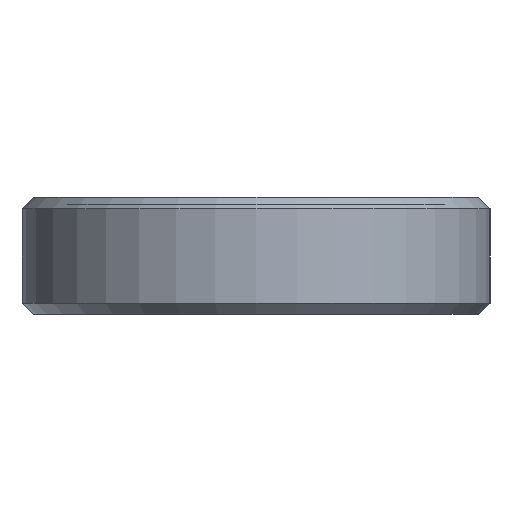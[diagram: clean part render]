
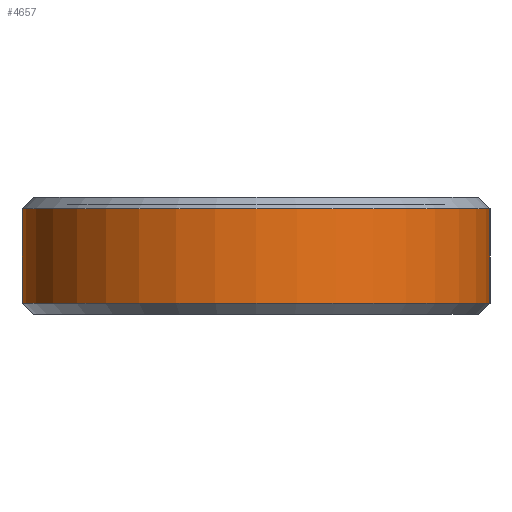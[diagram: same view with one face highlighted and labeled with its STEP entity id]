
A CAD part, left-side view. The second image highlights one B-rep face of the part: STEP entity #4657.
In plain terms, the highlighted cylindrical face has radius 6.25 mm (diameter 12.5 mm), a partial arc.
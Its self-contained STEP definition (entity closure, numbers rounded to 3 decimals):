
#45 = CONICAL_SURFACE('',#46,6.25,0.785);
#46 = AXIS2_PLACEMENT_3D('',#47,#48,#49);
#47 = CARTESIAN_POINT('',(0.,0.,0.3));
#48 = DIRECTION('',(0.,0.,1.));
#49 = DIRECTION('',(0.,1.,0.));
#1694 = VERTEX_POINT('',#1695);
#1695 = CARTESIAN_POINT('',(0.,6.25,0.3));
#1718 = VERTEX_POINT('',#1719);
#1719 = CARTESIAN_POINT('',(0.,-6.25,0.3));
#1740 = EDGE_CURVE('',#1694,#1718,#1741,.T.);
#1741 = SURFACE_CURVE('',#1742,(#1747,#1754),.PCURVE_S1.);
#1742 = CIRCLE('',#1743,6.25);
#1743 = AXIS2_PLACEMENT_3D('',#1744,#1745,#1746);
#1744 = CARTESIAN_POINT('',(0.,0.,0.3));
#1745 = DIRECTION('',(0.,-0.,1.));
#1746 = DIRECTION('',(0.,1.,0.));
#1747 = PCURVE('',#45,#1748);
#1748 = DEFINITIONAL_REPRESENTATION('',(#1749),#1753);
#1749 = LINE('',#1750,#1751);
#1750 = CARTESIAN_POINT('',(0.,0.));
#1751 = VECTOR('',#1752,1.);
#1752 = DIRECTION('',(1.,0.));
#1753 = ( GEOMETRIC_REPRESENTATION_CONTEXT(2) 
PARAMETRIC_REPRESENTATION_CONTEXT() REPRESENTATION_CONTEXT('2D SPACE',''
  ) );
#1754 = PCURVE('',#1755,#1760);
#1755 = CYLINDRICAL_SURFACE('',#1756,6.25);
#1756 = AXIS2_PLACEMENT_3D('',#1757,#1758,#1759);
#1757 = CARTESIAN_POINT('',(0.,0.,0.));
#1758 = DIRECTION('',(-0.,-0.,-1.));
#1759 = DIRECTION('',(1.,0.,0.));
#1760 = DEFINITIONAL_REPRESENTATION('',(#1761),#1765);
#1761 = LINE('',#1762,#1763);
#1762 = CARTESIAN_POINT('',(-1.571,-0.3));
#1763 = VECTOR('',#1764,1.);
#1764 = DIRECTION('',(-1.,0.));
#1765 = ( GEOMETRIC_REPRESENTATION_CONTEXT(2) 
PARAMETRIC_REPRESENTATION_CONTEXT() REPRESENTATION_CONTEXT('2D SPACE',''
  ) );
#1809 = PLANE('',#1810);
#1810 = AXIS2_PLACEMENT_3D('',#1811,#1812,#1813);
#1811 = CARTESIAN_POINT('',(0.,6.25,0.));
#1812 = DIRECTION('',(0.,1.,0.));
#1813 = DIRECTION('',(1.,0.,0.));
#1863 = PLANE('',#1864);
#1864 = AXIS2_PLACEMENT_3D('',#1865,#1866,#1867);
#1865 = CARTESIAN_POINT('',(0.,-6.25,0.));
#1866 = DIRECTION('',(0.,1.,0.));
#1867 = DIRECTION('',(1.,0.,0.));
#4657 = ADVANCED_FACE('',(#4658),#1755,.T.);
#4658 = FACE_BOUND('',#4659,.F.);
#4659 = EDGE_LOOP('',(#4660,#4683,#4712,#4733));
#4660 = ORIENTED_EDGE('',*,*,#4661,.T.);
#4661 = EDGE_CURVE('',#1694,#4662,#4664,.T.);
#4662 = VERTEX_POINT('',#4663);
#4663 = CARTESIAN_POINT('',(0.,6.25,2.825));
#4664 = SURFACE_CURVE('',#4665,(#4669,#4676),.PCURVE_S1.);
#4665 = LINE('',#4666,#4667);
#4666 = CARTESIAN_POINT('',(0.,6.25,0.));
#4667 = VECTOR('',#4668,1.);
#4668 = DIRECTION('',(0.,0.,1.));
#4669 = PCURVE('',#1755,#4670);
#4670 = DEFINITIONAL_REPRESENTATION('',(#4671),#4675);
#4671 = LINE('',#4672,#4673);
#4672 = CARTESIAN_POINT('',(-1.571,0.));
#4673 = VECTOR('',#4674,1.);
#4674 = DIRECTION('',(-0.,-1.));
#4675 = ( GEOMETRIC_REPRESENTATION_CONTEXT(2) 
PARAMETRIC_REPRESENTATION_CONTEXT() REPRESENTATION_CONTEXT('2D SPACE',''
  ) );
#4676 = PCURVE('',#1809,#4677);
#4677 = DEFINITIONAL_REPRESENTATION('',(#4678),#4682);
#4678 = LINE('',#4679,#4680);
#4679 = CARTESIAN_POINT('',(0.,0.));
#4680 = VECTOR('',#4681,1.);
#4681 = DIRECTION('',(0.,-1.));
#4682 = ( GEOMETRIC_REPRESENTATION_CONTEXT(2) 
PARAMETRIC_REPRESENTATION_CONTEXT() REPRESENTATION_CONTEXT('2D SPACE',''
  ) );
#4683 = ORIENTED_EDGE('',*,*,#4684,.T.);
#4684 = EDGE_CURVE('',#4662,#4685,#4687,.T.);
#4685 = VERTEX_POINT('',#4686);
#4686 = CARTESIAN_POINT('',(0.,-6.25,2.825));
#4687 = SURFACE_CURVE('',#4688,(#4693,#4700),.PCURVE_S1.);
#4688 = CIRCLE('',#4689,6.25);
#4689 = AXIS2_PLACEMENT_3D('',#4690,#4691,#4692);
#4690 = CARTESIAN_POINT('',(0.,0.,2.825));
#4691 = DIRECTION('',(0.,-0.,1.));
#4692 = DIRECTION('',(0.,1.,0.));
#4693 = PCURVE('',#1755,#4694);
#4694 = DEFINITIONAL_REPRESENTATION('',(#4695),#4699);
#4695 = LINE('',#4696,#4697);
#4696 = CARTESIAN_POINT('',(-1.571,-2.825));
#4697 = VECTOR('',#4698,1.);
#4698 = DIRECTION('',(-1.,0.));
#4699 = ( GEOMETRIC_REPRESENTATION_CONTEXT(2) 
PARAMETRIC_REPRESENTATION_CONTEXT() REPRESENTATION_CONTEXT('2D SPACE',''
  ) );
#4700 = PCURVE('',#4701,#4706);
#4701 = CONICAL_SURFACE('',#4702,6.25,0.785);
#4702 = AXIS2_PLACEMENT_3D('',#4703,#4704,#4705);
#4703 = CARTESIAN_POINT('',(0.,0.,2.825));
#4704 = DIRECTION('',(-0.,-0.,-1.));
#4705 = DIRECTION('',(0.,1.,0.));
#4706 = DEFINITIONAL_REPRESENTATION('',(#4707),#4711);
#4707 = LINE('',#4708,#4709);
#4708 = CARTESIAN_POINT('',(-0.,-0.));
#4709 = VECTOR('',#4710,1.);
#4710 = DIRECTION('',(-1.,-0.));
#4711 = ( GEOMETRIC_REPRESENTATION_CONTEXT(2) 
PARAMETRIC_REPRESENTATION_CONTEXT() REPRESENTATION_CONTEXT('2D SPACE',''
  ) );
#4712 = ORIENTED_EDGE('',*,*,#4713,.F.);
#4713 = EDGE_CURVE('',#1718,#4685,#4714,.T.);
#4714 = SURFACE_CURVE('',#4715,(#4719,#4726),.PCURVE_S1.);
#4715 = LINE('',#4716,#4717);
#4716 = CARTESIAN_POINT('',(0.,-6.25,0.));
#4717 = VECTOR('',#4718,1.);
#4718 = DIRECTION('',(0.,0.,1.));
#4719 = PCURVE('',#1755,#4720);
#4720 = DEFINITIONAL_REPRESENTATION('',(#4721),#4725);
#4721 = LINE('',#4722,#4723);
#4722 = CARTESIAN_POINT('',(-4.712,0.));
#4723 = VECTOR('',#4724,1.);
#4724 = DIRECTION('',(-0.,-1.));
#4725 = ( GEOMETRIC_REPRESENTATION_CONTEXT(2) 
PARAMETRIC_REPRESENTATION_CONTEXT() REPRESENTATION_CONTEXT('2D SPACE',''
  ) );
#4726 = PCURVE('',#1863,#4727);
#4727 = DEFINITIONAL_REPRESENTATION('',(#4728),#4732);
#4728 = LINE('',#4729,#4730);
#4729 = CARTESIAN_POINT('',(0.,0.));
#4730 = VECTOR('',#4731,1.);
#4731 = DIRECTION('',(0.,-1.));
#4732 = ( GEOMETRIC_REPRESENTATION_CONTEXT(2) 
PARAMETRIC_REPRESENTATION_CONTEXT() REPRESENTATION_CONTEXT('2D SPACE',''
  ) );
#4733 = ORIENTED_EDGE('',*,*,#1740,.F.);
